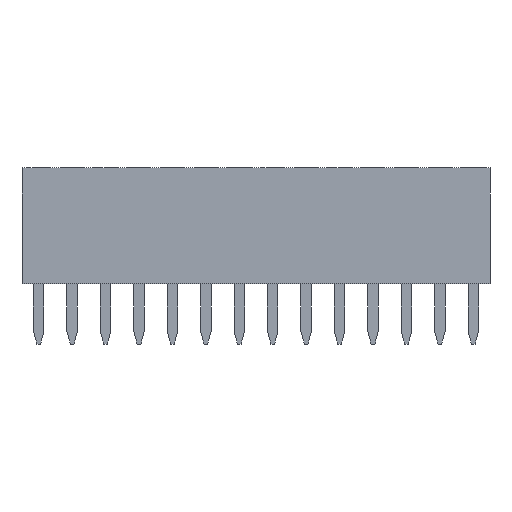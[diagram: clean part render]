
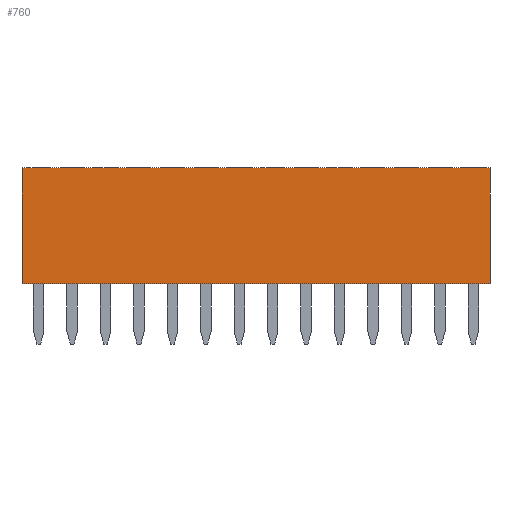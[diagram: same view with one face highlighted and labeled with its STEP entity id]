
A CAD part, front view. The second image highlights one B-rep face of the part: STEP entity #760.
In plain terms, the highlighted planar face has unit normal (0, -1, 0).
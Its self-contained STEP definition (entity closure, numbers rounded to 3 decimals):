
#760=ADVANCED_FACE('',(#8564),#8566,.T.);
#8564=FACE_BOUND('',#8565,.T.);
#8565=EDGE_LOOP('',(#14725,#14726,#14727,#14728));
#8566=PLANE('',#8567);
#8567=AXIS2_PLACEMENT_3D('',#8568,#8569,#8570);
#8568=CARTESIAN_POINT('',(-0.635,-0.9,0.));
#8569=DIRECTION('',(0.,-1.,0.));
#8570=DIRECTION('',(1.,0.,0.));
#14725=ORIENTED_EDGE('',*,*,#19064,.T.);
#14726=ORIENTED_EDGE('',*,*,#19182,.T.);
#14727=ORIENTED_EDGE('',*,*,#19183,.F.);
#14728=ORIENTED_EDGE('',*,*,#19069,.F.);
#19064=EDGE_CURVE('',#21505,#21503,#21506,.T.);
#19069=EDGE_CURVE('',#21505,#21513,#21514,.T.);
#19182=EDGE_CURVE('',#21503,#21684,#21686,.T.);
#19183=EDGE_CURVE('',#21513,#21684,#21687,.T.);
#21503=VERTEX_POINT('',#25547);
#21505=VERTEX_POINT('',#25551);
#21506=LINE('',#25552,#25553);
#21513=VERTEX_POINT('',#25569);
#21514=LINE('',#25570,#25571);
#21684=VERTEX_POINT('',#25964);
#21686=LINE('',#25968,#25969);
#21687=LINE('',#25971,#25972);
#25547=CARTESIAN_POINT('',(17.145,-0.9,0.));
#25551=CARTESIAN_POINT('',(-0.635,-0.9,0.));
#25552=CARTESIAN_POINT('',(-0.635,-0.9,0.));
#25553=VECTOR('',#25554,1.);
#25554=DIRECTION('',(1.,0.,0.));
#25569=CARTESIAN_POINT('',(-0.635,-0.9,4.4));
#25570=CARTESIAN_POINT('',(-0.635,-0.9,0.));
#25571=VECTOR('',#25572,1.);
#25572=DIRECTION('',(0.,0.,1.));
#25964=CARTESIAN_POINT('',(17.145,-0.9,4.4));
#25968=CARTESIAN_POINT('',(17.145,-0.9,0.));
#25969=VECTOR('',#25970,1.);
#25970=DIRECTION('',(0.,0.,1.));
#25971=CARTESIAN_POINT('',(-0.635,-0.9,4.4));
#25972=VECTOR('',#25973,1.);
#25973=DIRECTION('',(1.,0.,0.));
